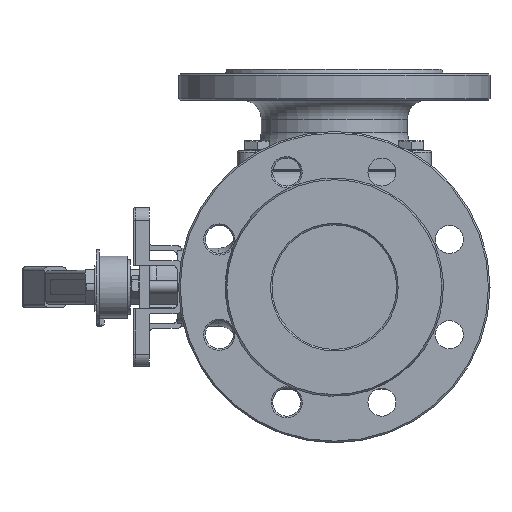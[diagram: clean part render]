
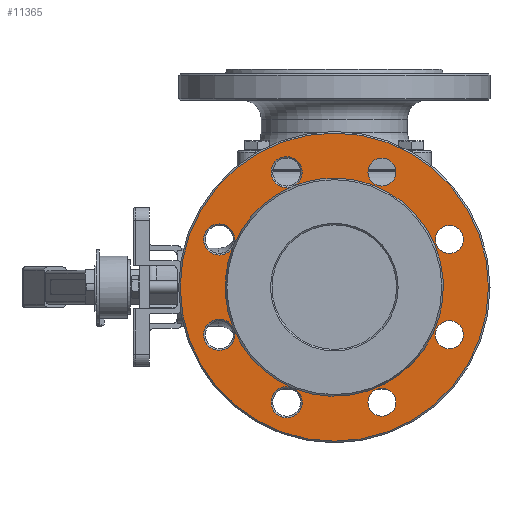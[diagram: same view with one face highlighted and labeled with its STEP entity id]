
A CAD part, left-side view. The second image highlights one B-rep face of the part: STEP entity #11365.
In plain terms, the highlighted planar face has unit normal (-1, 0, 0).
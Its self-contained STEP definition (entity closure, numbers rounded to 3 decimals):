
#356=FACE_BOUND('',#3475,.T.);
#357=FACE_BOUND('',#3476,.T.);
#358=FACE_BOUND('',#3477,.T.);
#359=FACE_BOUND('',#3478,.T.);
#360=FACE_BOUND('',#3479,.T.);
#2776=FACE_OUTER_BOUND('',#3474,.T.);
#3474=EDGE_LOOP('',(#8517));
#3475=EDGE_LOOP('',(#8518,#8519,#8520,#8521,#8522,#8523,#8524,#8525,#8526,
#8527,#8528,#8529,#8530));
#3476=EDGE_LOOP('',(#8531));
#3477=EDGE_LOOP('',(#8532));
#3478=EDGE_LOOP('',(#8533));
#3479=EDGE_LOOP('',(#8534));
#4156=CIRCLE('',#12426,9.);
#4157=CIRCLE('',#12428,9.);
#4158=CIRCLE('',#12430,9.);
#4159=CIRCLE('',#12432,9.);
#4160=CIRCLE('',#12434,70.092);
#4161=CIRCLE('',#12435,70.092);
#4162=CIRCLE('',#12436,70.092);
#4163=CIRCLE('',#12437,70.092);
#4165=CIRCLE('',#12439,70.092);
#4167=CIRCLE('',#12443,10.);
#4168=CIRCLE('',#12444,10.);
#4170=CIRCLE('',#12448,10.);
#4171=CIRCLE('',#12449,10.);
#4175=CIRCLE('',#12458,10.);
#4176=CIRCLE('',#12459,10.);
#4178=CIRCLE('',#12463,10.);
#4179=CIRCLE('',#12464,10.);
#4180=CIRCLE('',#12466,99.);
#4915=VERTEX_POINT('',#18694);
#4916=VERTEX_POINT('',#18698);
#4917=VERTEX_POINT('',#18702);
#4918=VERTEX_POINT('',#18706);
#4919=VERTEX_POINT('',#18710);
#4920=VERTEX_POINT('',#18711);
#4921=VERTEX_POINT('',#18713);
#4922=VERTEX_POINT('',#18720);
#4923=VERTEX_POINT('',#18722);
#4924=VERTEX_POINT('',#18729);
#4925=VERTEX_POINT('',#18731);
#4926=VERTEX_POINT('',#18738);
#4928=VERTEX_POINT('',#18743);
#4930=VERTEX_POINT('',#18756);
#4932=VERTEX_POINT('',#18765);
#4936=VERTEX_POINT('',#18783);
#4938=VERTEX_POINT('',#18792);
#4939=VERTEX_POINT('',#18797);
#6202=EDGE_CURVE('',#4915,#4915,#4156,.T.);
#6204=EDGE_CURVE('',#4916,#4916,#4157,.T.);
#6206=EDGE_CURVE('',#4917,#4917,#4158,.T.);
#6208=EDGE_CURVE('',#4918,#4918,#4159,.T.);
#6210=EDGE_CURVE('',#4919,#4920,#4160,.T.);
#6212=EDGE_CURVE('',#4921,#4922,#4161,.T.);
#6214=EDGE_CURVE('',#4923,#4924,#4162,.T.);
#6216=EDGE_CURVE('',#4925,#4926,#4163,.T.);
#6219=EDGE_CURVE('',#4926,#4928,#4165,.T.);
#6223=EDGE_CURVE('',#4928,#4930,#4167,.T.);
#6225=EDGE_CURVE('',#4930,#4919,#4168,.T.);
#6228=EDGE_CURVE('',#4920,#4932,#4170,.T.);
#6230=EDGE_CURVE('',#4932,#4921,#4171,.T.);
#6237=EDGE_CURVE('',#4922,#4936,#4175,.T.);
#6239=EDGE_CURVE('',#4936,#4923,#4176,.T.);
#6242=EDGE_CURVE('',#4924,#4938,#4178,.T.);
#6244=EDGE_CURVE('',#4938,#4925,#4179,.T.);
#6245=EDGE_CURVE('',#4939,#4939,#4180,.T.);
#8517=ORIENTED_EDGE('',*,*,#6245,.F.);
#8518=ORIENTED_EDGE('',*,*,#6242,.F.);
#8519=ORIENTED_EDGE('',*,*,#6214,.F.);
#8520=ORIENTED_EDGE('',*,*,#6239,.F.);
#8521=ORIENTED_EDGE('',*,*,#6237,.F.);
#8522=ORIENTED_EDGE('',*,*,#6212,.F.);
#8523=ORIENTED_EDGE('',*,*,#6230,.F.);
#8524=ORIENTED_EDGE('',*,*,#6228,.F.);
#8525=ORIENTED_EDGE('',*,*,#6210,.F.);
#8526=ORIENTED_EDGE('',*,*,#6225,.F.);
#8527=ORIENTED_EDGE('',*,*,#6223,.F.);
#8528=ORIENTED_EDGE('',*,*,#6219,.F.);
#8529=ORIENTED_EDGE('',*,*,#6216,.F.);
#8530=ORIENTED_EDGE('',*,*,#6244,.F.);
#8531=ORIENTED_EDGE('',*,*,#6202,.T.);
#8532=ORIENTED_EDGE('',*,*,#6204,.T.);
#8533=ORIENTED_EDGE('',*,*,#6206,.T.);
#8534=ORIENTED_EDGE('',*,*,#6208,.T.);
#10343=PLANE('',#12465);
#11365=ADVANCED_FACE('',(#2776,#356,#357,#358,#359,#360),#10343,.T.);
#12426=AXIS2_PLACEMENT_3D('',#18695,#14523,#14524);
#12428=AXIS2_PLACEMENT_3D('',#18699,#14528,#14529);
#12430=AXIS2_PLACEMENT_3D('',#18703,#14533,#14534);
#12432=AXIS2_PLACEMENT_3D('',#18707,#14538,#14539);
#12434=AXIS2_PLACEMENT_3D('',#18712,#14543,#14544);
#12435=AXIS2_PLACEMENT_3D('',#18721,#14545,#14546);
#12436=AXIS2_PLACEMENT_3D('',#18730,#14547,#14548);
#12437=AXIS2_PLACEMENT_3D('',#18739,#14549,#14550);
#12439=AXIS2_PLACEMENT_3D('',#18744,#14554,#14555);
#12443=AXIS2_PLACEMENT_3D('',#18757,#14563,#14564);
#12444=AXIS2_PLACEMENT_3D('',#18759,#14566,#14567);
#12448=AXIS2_PLACEMENT_3D('',#18766,#14575,#14576);
#12449=AXIS2_PLACEMENT_3D('',#18768,#14578,#14579);
#12458=AXIS2_PLACEMENT_3D('',#18784,#14599,#14600);
#12459=AXIS2_PLACEMENT_3D('',#18786,#14602,#14603);
#12463=AXIS2_PLACEMENT_3D('',#18793,#14611,#14612);
#12464=AXIS2_PLACEMENT_3D('',#18795,#14614,#14615);
#12465=AXIS2_PLACEMENT_3D('',#18796,#14616,#14617);
#12466=AXIS2_PLACEMENT_3D('',#18798,#14618,#14619);
#14523=DIRECTION('center_axis',(1.,0.,0.));
#14524=DIRECTION('ref_axis',(0.,0.,-1.));
#14528=DIRECTION('center_axis',(1.,0.,0.));
#14529=DIRECTION('ref_axis',(0.,0.,-1.));
#14533=DIRECTION('center_axis',(1.,0.,0.));
#14534=DIRECTION('ref_axis',(0.,0.,-1.));
#14538=DIRECTION('center_axis',(1.,0.,0.));
#14539=DIRECTION('ref_axis',(0.,0.,-1.));
#14543=DIRECTION('center_axis',(-1.,0.,0.));
#14544=DIRECTION('ref_axis',(0.,0.,-1.));
#14545=DIRECTION('center_axis',(-1.,0.,0.));
#14546=DIRECTION('ref_axis',(0.,0.,-1.));
#14547=DIRECTION('center_axis',(-1.,0.,0.));
#14548=DIRECTION('ref_axis',(0.,0.,-1.));
#14549=DIRECTION('center_axis',(-1.,0.,0.));
#14550=DIRECTION('ref_axis',(0.,0.,-1.));
#14554=DIRECTION('center_axis',(-1.,0.,0.));
#14555=DIRECTION('ref_axis',(0.,0.,-1.));
#14563=DIRECTION('center_axis',(-1.,0.,0.));
#14564=DIRECTION('ref_axis',(0.,0.,-1.));
#14566=DIRECTION('center_axis',(-1.,0.,0.));
#14567=DIRECTION('ref_axis',(0.,0.,-1.));
#14575=DIRECTION('center_axis',(-1.,0.,0.));
#14576=DIRECTION('ref_axis',(0.,0.,-1.));
#14578=DIRECTION('center_axis',(-1.,0.,0.));
#14579=DIRECTION('ref_axis',(0.,0.,-1.));
#14599=DIRECTION('center_axis',(-1.,0.,0.));
#14600=DIRECTION('ref_axis',(0.,0.,-1.));
#14602=DIRECTION('center_axis',(-1.,0.,0.));
#14603=DIRECTION('ref_axis',(0.,0.,-1.));
#14611=DIRECTION('center_axis',(-1.,0.,0.));
#14612=DIRECTION('ref_axis',(0.,0.,-1.));
#14614=DIRECTION('center_axis',(-1.,0.,0.));
#14615=DIRECTION('ref_axis',(0.,0.,-1.));
#14616=DIRECTION('center_axis',(-1.,0.,0.));
#14617=DIRECTION('ref_axis',(0.,0.,1.));
#14618=DIRECTION('center_axis',(1.,0.,0.));
#14619=DIRECTION('ref_axis',(0.,0.,-1.));
#18694=CARTESIAN_POINT('',(-137.,-30.615,82.91));
#18695=CARTESIAN_POINT('Origin',(-137.,-30.615,73.91));
#18698=CARTESIAN_POINT('',(-137.,-30.615,-64.91));
#18699=CARTESIAN_POINT('Origin',(-137.,-30.615,-73.91));
#18702=CARTESIAN_POINT('',(-137.,-73.91,-21.615));
#18703=CARTESIAN_POINT('Origin',(-137.,-73.91,-30.615));
#18706=CARTESIAN_POINT('',(-137.,-73.91,39.615));
#18707=CARTESIAN_POINT('Origin',(-137.,-73.91,30.615));
#18710=CARTESIAN_POINT('',(-137.,27.988,64.261));
#18711=CARTESIAN_POINT('',(-137.,64.261,27.988));
#18712=CARTESIAN_POINT('Origin',(-137.,0.,0.));
#18713=CARTESIAN_POINT('',(-137.,65.23,25.649));
#18720=CARTESIAN_POINT('',(-137.,65.23,-25.649));
#18721=CARTESIAN_POINT('Origin',(-137.,0.,0.));
#18722=CARTESIAN_POINT('',(-137.,64.261,-27.988));
#18729=CARTESIAN_POINT('',(-137.,27.988,-64.261));
#18730=CARTESIAN_POINT('Origin',(-137.,0.,0.));
#18731=CARTESIAN_POINT('',(-137.,25.649,-65.23));
#18738=CARTESIAN_POINT('',(-137.,0.,70.092));
#18739=CARTESIAN_POINT('Origin',(-137.,0.,0.));
#18743=CARTESIAN_POINT('',(-137.,25.649,65.23));
#18744=CARTESIAN_POINT('Origin',(-137.,0.,0.));
#18756=CARTESIAN_POINT('',(-137.,30.615,83.91));
#18757=CARTESIAN_POINT('Origin',(-137.,30.615,73.91));
#18759=CARTESIAN_POINT('Origin',(-137.,30.615,73.91));
#18765=CARTESIAN_POINT('',(-137.,73.91,40.615));
#18766=CARTESIAN_POINT('Origin',(-137.,73.91,30.615));
#18768=CARTESIAN_POINT('Origin',(-137.,73.91,30.615));
#18783=CARTESIAN_POINT('',(-137.,73.91,-20.615));
#18784=CARTESIAN_POINT('Origin',(-137.,73.91,-30.615));
#18786=CARTESIAN_POINT('Origin',(-137.,73.91,-30.615));
#18792=CARTESIAN_POINT('',(-137.,30.615,-63.91));
#18793=CARTESIAN_POINT('Origin',(-137.,30.615,-73.91));
#18795=CARTESIAN_POINT('Origin',(-137.,30.615,-73.91));
#18796=CARTESIAN_POINT('Origin',(-137.,0.,0.));
#18797=CARTESIAN_POINT('',(-137.,0.,99.));
#18798=CARTESIAN_POINT('Origin',(-137.,0.,0.));
